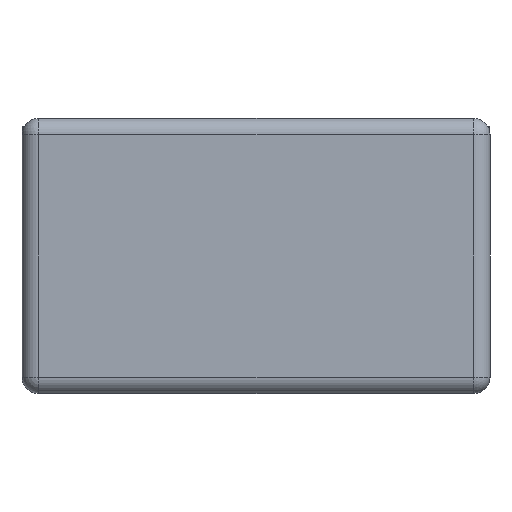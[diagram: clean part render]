
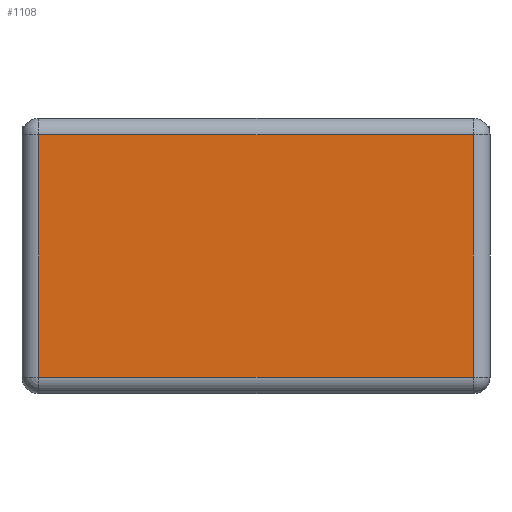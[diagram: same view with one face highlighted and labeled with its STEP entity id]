
A CAD part, left-side view. The second image highlights one B-rep face of the part: STEP entity #1108.
In plain terms, the highlighted planar face has unit normal (-1, 0, 0).
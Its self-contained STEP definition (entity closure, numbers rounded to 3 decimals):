
#934 = VERTEX_POINT('',#935);
#935 = CARTESIAN_POINT('',(-0.8,0.395,-0.22));
#942 = EDGE_CURVE('',#934,#943,#945,.T.);
#943 = VERTEX_POINT('',#944);
#944 = CARTESIAN_POINT('',(-0.8,0.395,0.22));
#945 = LINE('',#946,#947);
#946 = CARTESIAN_POINT('',(-0.8,0.395,-0.25));
#947 = VECTOR('',#948,1.);
#948 = DIRECTION('',(0.,0.,1.));
#1108 = ADVANCED_FACE('',(#1109),#1134,.F.);
#1109 = FACE_BOUND('',#1110,.F.);
#1110 = EDGE_LOOP('',(#1111,#1119,#1120,#1128));
#1111 = ORIENTED_EDGE('',*,*,#1112,.F.);
#1112 = EDGE_CURVE('',#934,#1113,#1115,.T.);
#1113 = VERTEX_POINT('',#1114);
#1114 = CARTESIAN_POINT('',(-0.8,-0.395,-0.22));
#1115 = LINE('',#1116,#1117);
#1116 = CARTESIAN_POINT('',(-0.8,0.425,-0.22));
#1117 = VECTOR('',#1118,1.);
#1118 = DIRECTION('',(0.,-1.,0.));
#1119 = ORIENTED_EDGE('',*,*,#942,.T.);
#1120 = ORIENTED_EDGE('',*,*,#1121,.T.);
#1121 = EDGE_CURVE('',#943,#1122,#1124,.T.);
#1122 = VERTEX_POINT('',#1123);
#1123 = CARTESIAN_POINT('',(-0.8,-0.395,0.22));
#1124 = LINE('',#1125,#1126);
#1125 = CARTESIAN_POINT('',(-0.8,0.425,0.22));
#1126 = VECTOR('',#1127,1.);
#1127 = DIRECTION('',(0.,-1.,0.));
#1128 = ORIENTED_EDGE('',*,*,#1129,.F.);
#1129 = EDGE_CURVE('',#1113,#1122,#1130,.T.);
#1130 = LINE('',#1131,#1132);
#1131 = CARTESIAN_POINT('',(-0.8,-0.395,-0.25));
#1132 = VECTOR('',#1133,1.);
#1133 = DIRECTION('',(0.,0.,1.));
#1134 = PLANE('',#1135);
#1135 = AXIS2_PLACEMENT_3D('',#1136,#1137,#1138);
#1136 = CARTESIAN_POINT('',(-0.8,0.425,-0.25));
#1137 = DIRECTION('',(1.,0.,0.));
#1138 = DIRECTION('',(0.,-1.,0.));
